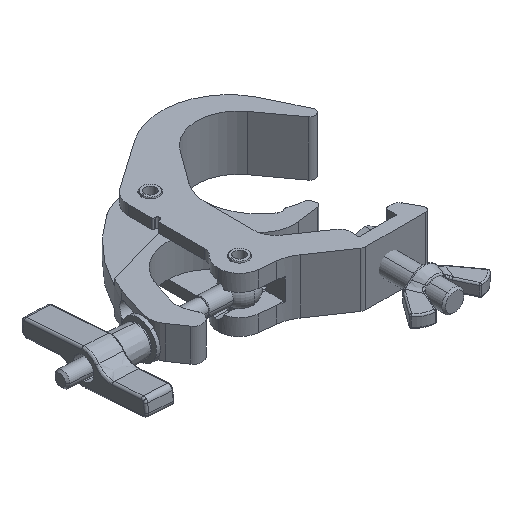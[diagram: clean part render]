
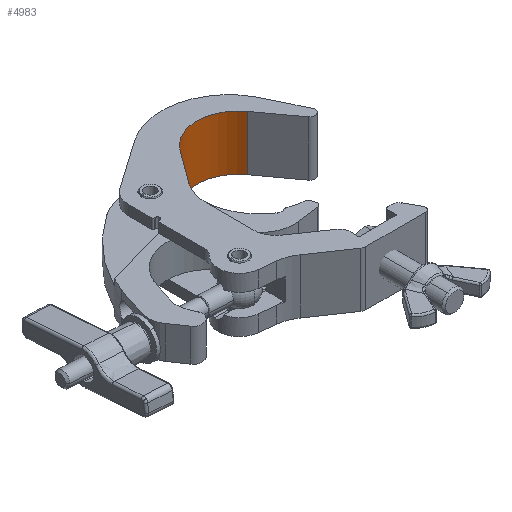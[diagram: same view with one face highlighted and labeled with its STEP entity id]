
A CAD part, isometric view. The second image highlights one B-rep face of the part: STEP entity #4983.
In plain terms, the highlighted cylindrical face has radius 19 mm (diameter 38 mm), a partial arc.
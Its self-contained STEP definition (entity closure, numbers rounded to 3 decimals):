
#417 = EDGE_CURVE ( 'NONE', #6877, #14574, #14287, .T. ) ;
#778 = ORIENTED_EDGE ( 'NONE', *, *, #1280, .F. ) ;
#843 = CARTESIAN_POINT ( 'NONE',  ( 38.803, -1.566, 12.5 ) ) ;
#1280 = EDGE_CURVE ( 'NONE', #15464, #14574, #14641, .T. ) ;
#1607 = CARTESIAN_POINT ( 'NONE',  ( 38.803, -1.566, 12.5 ) ) ;
#1889 = CARTESIAN_POINT ( 'NONE',  ( 23.479, 9.667, 12.5 ) ) ;
#2336 = DIRECTION ( 'NONE',  ( -1., 0., 0. ) ) ;
#3435 = CYLINDRICAL_SURFACE ( 'NONE', #5535, 19. ) ;
#4158 = VECTOR ( 'NONE', #7102, 1000. ) ;
#4233 = VERTEX_POINT ( 'NONE', #13501 ) ;
#4284 = DIRECTION ( 'NONE',  ( 1., 0., 0. ) ) ;
#4671 = AXIS2_PLACEMENT_3D ( 'NONE', #1607, #11674, #4284 ) ;
#4907 = DIRECTION ( 'NONE',  ( 1., 0., 0. ) ) ;
#4983 = ADVANCED_FACE ( 'NONE', ( #12066 ), #3435, .F. ) ;
#5066 = CARTESIAN_POINT ( 'NONE',  ( 38.803, -1.566, -12.5 ) ) ;
#5522 = VECTOR ( 'NONE', #10235, 1000. ) ;
#5535 = AXIS2_PLACEMENT_3D ( 'NONE', #843, #5903, #2336 ) ;
#5557 = EDGE_LOOP ( 'NONE', ( #778, #7339, #11120, #14501 ) ) ;
#5903 = DIRECTION ( 'NONE',  ( 0., 0., -1. ) ) ;
#6662 = EDGE_CURVE ( 'NONE', #4233, #15464, #14028, .T. ) ;
#6877 = VERTEX_POINT ( 'NONE', #11712 ) ;
#7102 = DIRECTION ( 'NONE',  ( 0., 0., -1. ) ) ;
#7339 = ORIENTED_EDGE ( 'NONE', *, *, #6662, .F. ) ;
#7685 = EDGE_CURVE ( 'NONE', #4233, #6877, #13352, .T. ) ;
#7868 = CARTESIAN_POINT ( 'NONE',  ( 23.479, 9.667, -12.5 ) ) ;
#8398 = CARTESIAN_POINT ( 'NONE',  ( 54.126, 9.667, -12.5 ) ) ;
#8772 = DIRECTION ( 'NONE',  ( 0., 0., 1. ) ) ;
#9086 = CARTESIAN_POINT ( 'NONE',  ( 54.126, 9.667, 12.5 ) ) ;
#10235 = DIRECTION ( 'NONE',  ( 0., 0., -1. ) ) ;
#11120 = ORIENTED_EDGE ( 'NONE', *, *, #7685, .T. ) ;
#11674 = DIRECTION ( 'NONE',  ( 0., 0., 1. ) ) ;
#11712 = CARTESIAN_POINT ( 'NONE',  ( 23.479, 9.667, 12.5 ) ) ;
#11755 = AXIS2_PLACEMENT_3D ( 'NONE', #5066, #8772, #4907 ) ;
#12066 = FACE_OUTER_BOUND ( 'NONE', #5557, .T. ) ;
#13352 = CIRCLE ( 'NONE', #4671, 19. ) ;
#13501 = CARTESIAN_POINT ( 'NONE',  ( 54.126, 9.667, 12.5 ) ) ;
#14028 = LINE ( 'NONE', #9086, #5522 ) ;
#14287 = LINE ( 'NONE', #1889, #4158 ) ;
#14501 = ORIENTED_EDGE ( 'NONE', *, *, #417, .T. ) ;
#14574 = VERTEX_POINT ( 'NONE', #7868 ) ;
#14641 = CIRCLE ( 'NONE', #11755, 19. ) ;
#15464 = VERTEX_POINT ( 'NONE', #8398 ) ;
